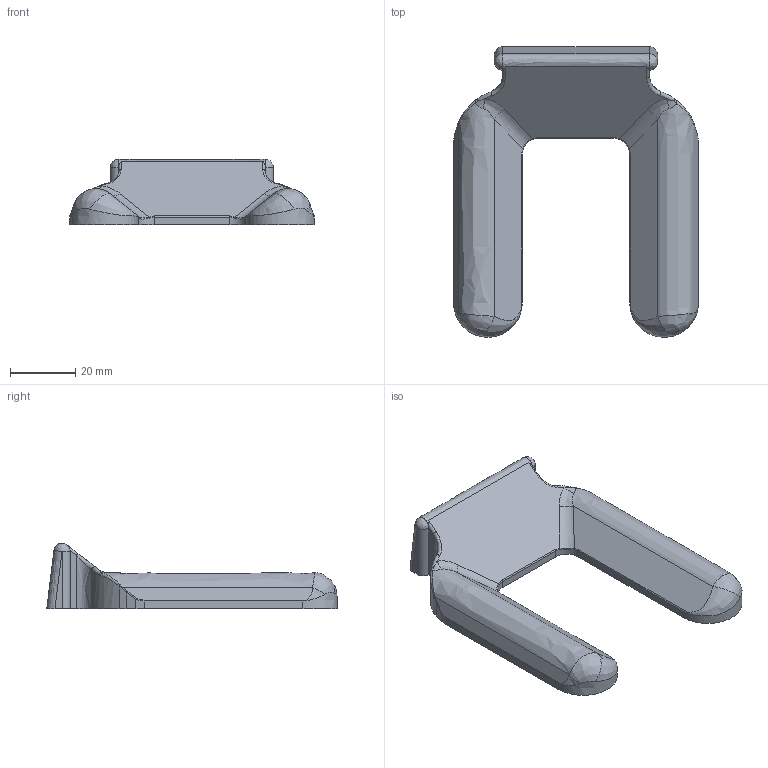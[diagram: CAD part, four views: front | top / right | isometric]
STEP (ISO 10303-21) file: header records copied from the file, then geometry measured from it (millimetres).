
FILE_DESCRIPTION((''),'2;1');
FILE_NAME('','2007-04-12T09:05:27',(''),(''),'','CADfix','');
FILE_SCHEMA(('AUTOMOTIVE_DESIGN { 1 0 10303 214 1 1 1 1 }'));
Length unit declared in the file: millimetre
Bounding box: 75 x 89 x 20 mm (x, y, z)
Volume: 29917.6 mm3; surface area: 17842.1 mm2
Topology: 1 solids, 1 shells, 364 faces, 954 edges, 624 vertices
Faces by surface type: bspline 364
Entity records: 17732 total; most frequent: CARTESIAN_POINT 12143, ORIENTED_EDGE 1904, EDGE_CURVE 952, VERTEX_POINT 624, QUASI_UNIFORM_CURVE 563, EDGE_LOOP 398, FACE_OUTER_BOUND 364, ADVANCED_FACE 364
